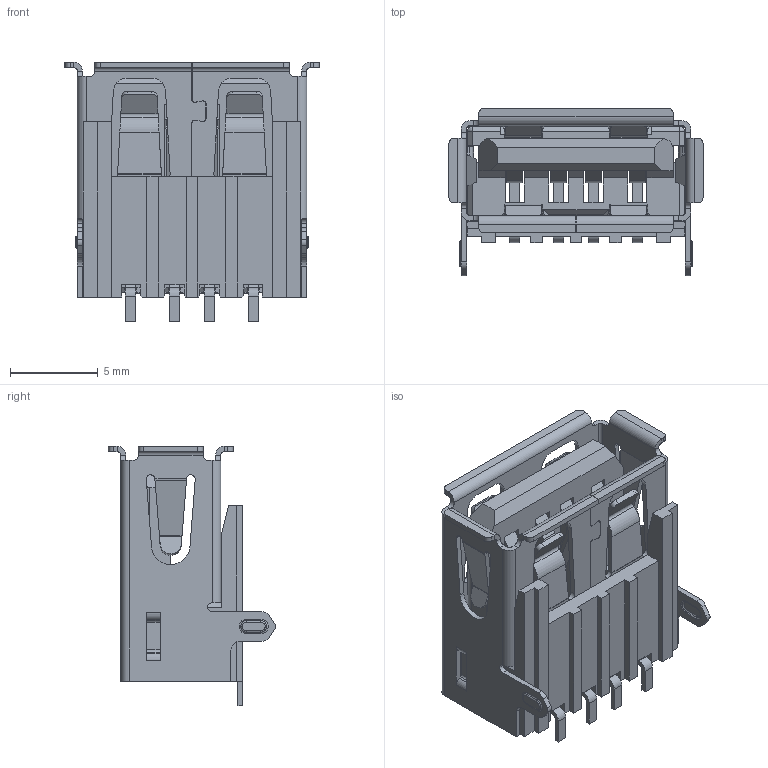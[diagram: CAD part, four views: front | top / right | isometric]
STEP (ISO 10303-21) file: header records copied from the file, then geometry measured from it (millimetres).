
FILE_DESCRIPTION (( 'STEP AP214' ), '1' );
FILE_NAME ('USB1046-GF-0190-L-B-A.STEP', '2021-12-01T10:26:37', ( '' ), ( '' ), 'SwSTEP 2.0', 'SolidWorks 2017', '' );
FILE_SCHEMA (( 'AUTOMOTIVE_DESIGN' ));
Length unit declared in the file: millimetre
Products named in the file (1): USB1046-GF-0190-L-B-A
Bounding box: 14.5 x 9.55 x 14.8 mm (x, y, z)
Volume: 537.8 mm3; surface area: 1940.7 mm2
Topology: 6 solids, 6 shells, 975 faces, 2663 edges, 1688 vertices
Faces by surface type: plane 587, cylinder 346, torus 24, bspline 16, cone 2
Entity records: 31006 total; most frequent: CARTESIAN_POINT 6163, ORIENTED_EDGE 5322, DIRECTION 5049, EDGE_CURVE 2661, VECTOR 1901, LINE 1901, VERTEX_POINT 1688, AXIS2_PLACEMENT_3D 1574
